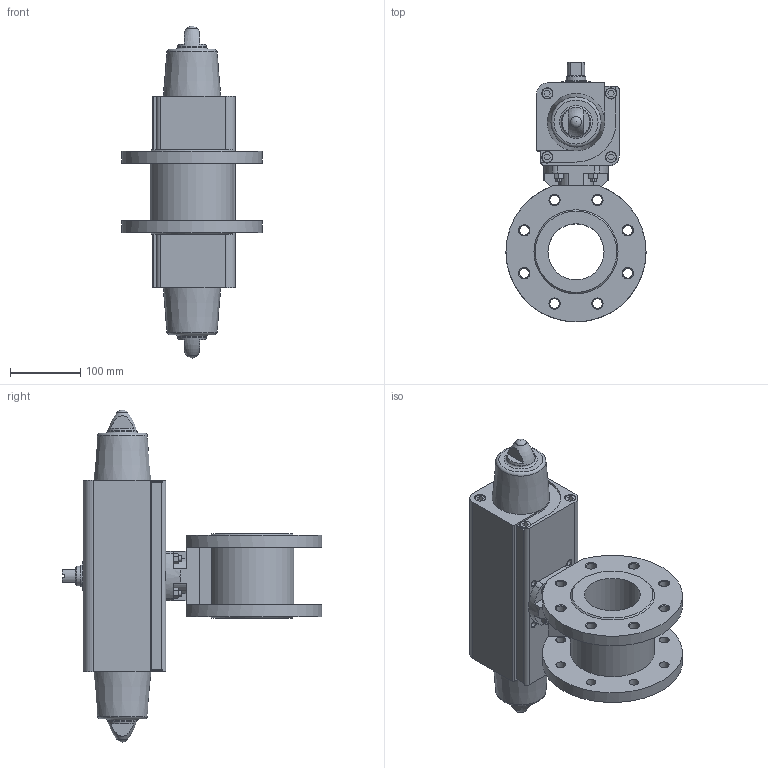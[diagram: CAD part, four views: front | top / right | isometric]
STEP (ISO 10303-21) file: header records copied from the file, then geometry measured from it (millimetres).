
FILE_DESCRIPTION(/* description */ ('STEP AP214'),/* implementation_level */ '2;1');
FILE_NAME(/* name */ '1915409_VZBC-80-FF-16-22-F07-V4V4T-PS180-R-90-4-C',/* time_stamp */ '2024-09-18T01:18:18+02:00',/* author */ ('License CC BY-ND 4.0'),/* organization */ ('CADENAS'),/* preprocessor_version */ 'ST-DEVELOPER v19.3',/* originating_system */ 'PARTsolutions',/* authorisation */ ' ');
FILE_SCHEMA (('AUTOMOTIVE_DESIGN {1 0 10303 214 3 1 1}'));
Length unit declared in the file: millimetre
Products named in the file (8): 1915409 VZBC-80-FF-16-22-F07-V4V4T-PS180-R-90-4-C; 1692208 VZBC-80-FF-16-22-F07-V4V4T; DIN-913 - M8x30; 690068 S 8 A2; DIN 934 - M8(F); 533450 DAPS-0180-090-RS4-F0710---(1); 533450 DAPS-0180-090-RS4-F0710---(2); 8082126 DARQ-R-A-S22-S17-22
Assembly tree (16 placements, depth 2):
  1915409 VZBC-80-FF-16-22-F07-V4V4T-PS180-R-90-4-C
    1692208 VZBC-80-FF-16-22-F07-V4V4T
    DIN-913 - M8x30  x4
    690068 S 8 A2  x4
    DIN 934 - M8(F)  x4
    533450 DAPS-0180-090-RS4-F0710---(1)
    533450 DAPS-0180-090-RS4-F0710---(2)
    8082126 DARQ-R-A-S22-S17-22
Bounding box: 200 x 371 x 474 mm (x, y, z)
Volume: 5988152.9 mm3; surface area: 454088.7 mm2
Topology: 16 solids, 16 shells, 528 faces, 1286 edges, 808 vertices
Faces by surface type: plane 271, cylinder 123, cone 116, torus 16, sphere 2
Full cylindrical faces by diameter (mm): 4.134 x8, 4.917 x1, 6.647 x8, 8 x4, 8.376 x4, 8.4 x4, 8.566 x2, 9 x4, 13 x4, 13.835 x16, 16 x8, 28 x1, 31.3 x1, 41 x2, 44 x2, 51 x1, 55 x1, 80 x1
Entity records: 12115 total; most frequent: CARTESIAN_POINT 2135, DIRECTION 2068, ORIENTED_EDGE 1764, EDGE_CURVE 882, AXIS2_PLACEMENT_3D 772, FACE_BOUND 669, VERTEX_POINT 661, EDGE_LOOP 650
